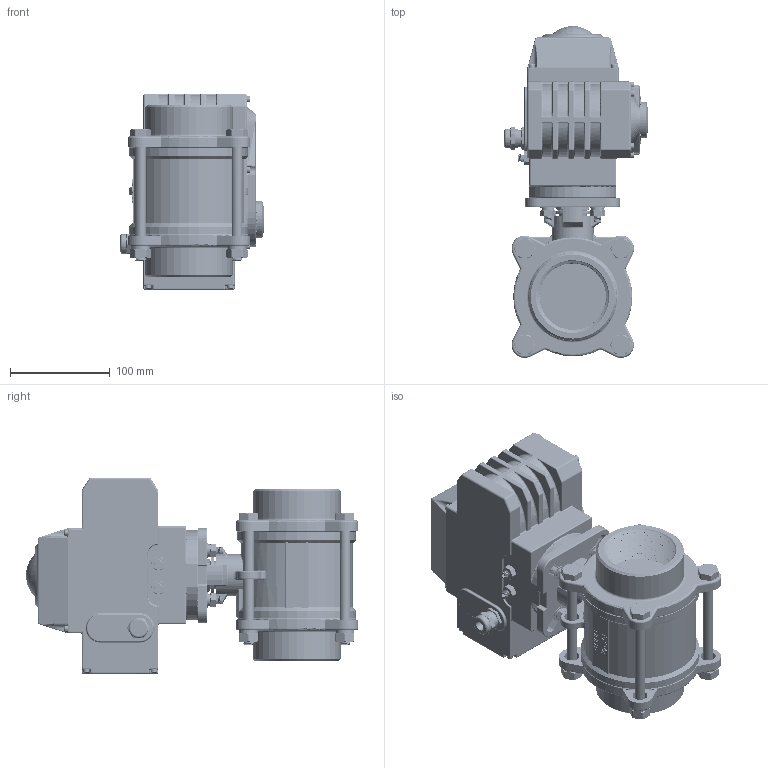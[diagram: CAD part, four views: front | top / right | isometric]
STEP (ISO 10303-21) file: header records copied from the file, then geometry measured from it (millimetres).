
FILE_DESCRIPTION (( 'STEP AP214' ), '1' );
FILE_NAME ('E2-1-2.STEP', '2019-02-18T18:24:08', ( '' ), ( '' ), 'SwSTEP 2.0', 'SolidWorks 2016', '' );
FILE_SCHEMA (( 'AUTOMOTIVE_DESIGN' ));
Length unit declared in the file: millimetre
Products named in the file (1): E2-1-2
Bounding box: 143.3 x 332.32 x 196.6 mm (x, y, z)
Volume: 3720363.8 mm3; surface area: 381226.6 mm2
Topology: 39 solids, 39 shells, 3191 faces, 8470 edges, 5441 vertices
Faces by surface type: cylinder 1254, plane 808, bspline 441, cone 311, torus 237, sphere 140
Entity records: 287337 total; most frequent: CARTESIAN_POINT 179431, ORIENTED_EDGE 16850, DIRECTION 13221, EDGE_CURVE 8425, VERTEX_POINT 5441, AXIS2_PLACEMENT_3D 5017, EDGE_LOOP 3398, UNCERTAINTY_MEASURE_WITH_UNIT 3232
